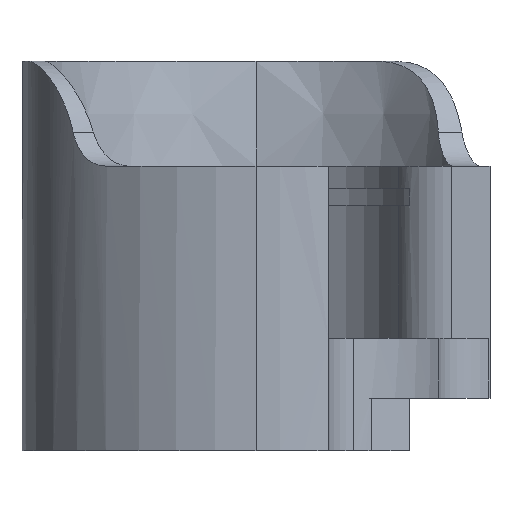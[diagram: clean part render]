
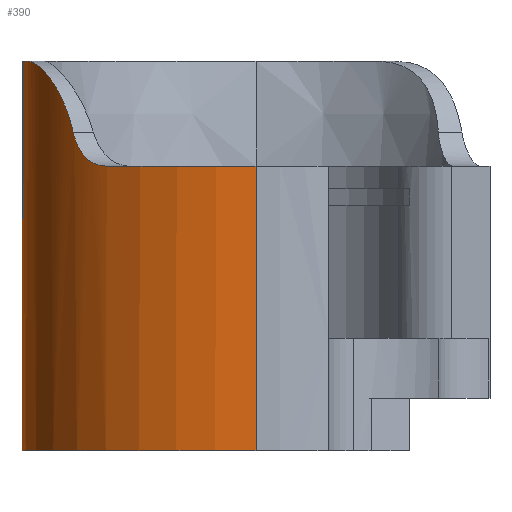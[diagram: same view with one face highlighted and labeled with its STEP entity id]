
A CAD part, left-side view. The second image highlights one B-rep face of the part: STEP entity #390.
In plain terms, the highlighted cylindrical face has radius 15.875 mm (diameter 31.75 mm), a partial arc.
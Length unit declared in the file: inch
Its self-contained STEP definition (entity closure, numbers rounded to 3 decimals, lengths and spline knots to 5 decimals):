
#38 = CYLINDRICAL_SURFACE ( 'NONE', #249, 0.625 ) ;
#46 = DIRECTION ( 'NONE',  ( 0., 0., 1. ) ) ;
#49 = EDGE_CURVE ( 'NONE', #1151, #612, #1049, .T. ) ;
#58 = EDGE_CURVE ( 'NONE', #74, #872, #1167, .T. ) ;
#68 = CARTESIAN_POINT ( 'NONE',  ( -0.29628, 0.55035, -0.04552 ) ) ;
#74 = VERTEX_POINT ( 'NONE', #1387 ) ;
#192 = CARTESIAN_POINT ( 'NONE',  ( -0.27908, 0.55927, -0.0342 ) ) ;
#204 = CARTESIAN_POINT ( 'NONE',  ( -0.38996, 0.48842, -0.18892 ) ) ;
#249 = AXIS2_PLACEMENT_3D ( 'NONE', #635, #483, #654 ) ;
#265 = AXIS2_PLACEMENT_3D ( 'NONE', #886, #46, #339 ) ;
#275 = ORIENTED_EDGE ( 'NONE', *, *, #1185, .F. ) ;
#313 = CARTESIAN_POINT ( 'NONE',  ( -0.34062, 0.52414, -0.08767 ) ) ;
#339 = DIRECTION ( 'NONE',  ( -1., 0., 0. ) ) ;
#374 = FACE_OUTER_BOUND ( 'NONE', #1095, .T. ) ;
#390 = ADVANCED_FACE ( 'NONE', ( #374 ), #38, .T. ) ;
#423 = VERTEX_POINT ( 'NONE', #1113 ) ;
#458 = VECTOR ( 'NONE', #1122, 39.37008 ) ;
#461 = DIRECTION ( 'NONE',  ( 0., 0., 1. ) ) ;
#472 = DIRECTION ( 'NONE',  ( 1., 0., 0. ) ) ;
#483 = DIRECTION ( 'NONE',  ( 0., 0., 1. ) ) ;
#493 = CARTESIAN_POINT ( 'NONE',  ( -0.37129, 0.50308, -0.13445 ) ) ;
#522 = CARTESIAN_POINT ( 'NONE',  ( -0.38234, 0.49451, -0.16057 ) ) ;
#543 = AXIS2_PLACEMENT_3D ( 'NONE', #1149, #1215, #1228 ) ;
#573 = CARTESIAN_POINT ( 'NONE',  ( 0., 0., 0. ) ) ;
#574 = VECTOR ( 'NONE', #1166, 39.37008 ) ;
#604 = CARTESIAN_POINT ( 'NONE',  ( 0.625, 0., 0. ) ) ;
#612 = VERTEX_POINT ( 'NONE', #1153 ) ;
#627 = CARTESIAN_POINT ( 'NONE',  ( -0.38996, 0.48842, -0.18892 ) ) ;
#635 = CARTESIAN_POINT ( 'NONE',  ( 0., 0., 0. ) ) ;
#654 = DIRECTION ( 'NONE',  ( 1., 0., 0. ) ) ;
#706 = AXIS2_PLACEMENT_3D ( 'NONE', #573, #461, #472 ) ;
#731 = CARTESIAN_POINT ( 'NONE',  ( -0.625, 0., -1.04 ) ) ;
#755 = LINE ( 'NONE', #1452, #458 ) ;
#757 = CARTESIAN_POINT ( 'NONE',  ( -0.47231, 0.40957, -0.28 ) ) ;
#771 = CIRCLE ( 'NONE', #706, 0.625 ) ;
#786 = VERTEX_POINT ( 'NONE', #731 ) ;
#794 = ORIENTED_EDGE ( 'NONE', *, *, #58, .F. ) ;
#803 = CARTESIAN_POINT ( 'NONE',  ( -0.38996, 0.48842, -0.18892 ) ) ;
#806 = CIRCLE ( 'NONE', #265, 0.625 ) ;
#818 = CIRCLE ( 'NONE', #543, 0.625 ) ;
#855 = CARTESIAN_POINT ( 'NONE',  ( -0.31249, 0.54141, -0.05808 ) ) ;
#867 = CARTESIAN_POINT ( 'NONE',  ( -0.39393, 0.48524, -0.20202 ) ) ;
#872 = VERTEX_POINT ( 'NONE', #1322 ) ;
#884 = ORIENTED_EDGE ( 'NONE', *, *, #1454, .T. ) ;
#886 = CARTESIAN_POINT ( 'NONE',  ( 0., 0., -0.28 ) ) ;
#920 = CARTESIAN_POINT ( 'NONE',  ( -0.41179, 0.47019, -0.23681 ) ) ;
#927 = CARTESIAN_POINT ( 'NONE',  ( -0.39175, 0.48699, -0.19559 ) ) ;
#955 = ORIENTED_EDGE ( 'NONE', *, *, #49, .T. ) ;
#987 = CARTESIAN_POINT ( 'NONE',  ( -0.40831, 0.4732, -0.23158 ) ) ;
#1000 = CARTESIAN_POINT ( 'NONE',  ( -0.40192, 0.47864, -0.2204 ) ) ;
#1017 = EDGE_CURVE ( 'NONE', #1029, #423, #806, .T. ) ;
#1029 = VERTEX_POINT ( 'NONE', #1456 ) ;
#1049 = B_SPLINE_CURVE_WITH_KNOTS ( 'NONE', 3,
 ( #204, #522, #493, #1426, #313, #1412, #855, #68, #1111, #192, #1190, #1193, #1199, #1206, #1217, #1225, #1230, #1274 ),
 .UNSPECIFIED., .F., .F.,
 ( 4, 2, 2, 2, 2, 2, 2, 2, 4 ),
 ( 0.00235, 0.0046, 0.00573, 0.00685, 0.00742, 0.00798, 0.00911, 0.01023, 0.01136 ),
 .UNSPECIFIED. ) ;
#1056 = CARTESIAN_POINT ( 'NONE',  ( -0.44477, 0.43914, -0.26893 ) ) ;
#1080 = CARTESIAN_POINT ( 'NONE',  ( -0.41924, 0.46356, -0.24654 ) ) ;
#1095 = EDGE_LOOP ( 'NONE', ( #1161, #884, #1293, #1410, #955, #275, #794 ) ) ;
#1102 = CARTESIAN_POINT ( 'NONE',  ( -0.399, 0.48108, -0.21441 ) ) ;
#1111 = CARTESIAN_POINT ( 'NONE',  ( -0.29063, 0.55335, -0.04155 ) ) ;
#1113 = CARTESIAN_POINT ( 'NONE',  ( -0.625, 0., -0.28 ) ) ;
#1122 = DIRECTION ( 'NONE',  ( 0., 0., 1. ) ) ;
#1146 = B_SPLINE_CURVE_WITH_KNOTS ( 'NONE', 3,
 ( #1440, #757, #1367, #1307, #1056, #1247, #1212, #1152, #1080, #920, #987, #1000, #1102, #867, #927, #803 ),
 .UNSPECIFIED., .F., .F.,
 ( 4, 2, 2, 2, 2, 2, 2, 4 ),
 ( 0., 0.00106, 0.00159, 0.00212, 0.00265, 0.00318, 0.00371, 0.00424 ),
 .UNSPECIFIED. ) ;
#1149 = CARTESIAN_POINT ( 'NONE',  ( 0., 0., -1.04 ) ) ;
#1151 = VERTEX_POINT ( 'NONE', #627 ) ;
#1152 = CARTESIAN_POINT ( 'NONE',  ( -0.42327, 0.45989, -0.25108 ) ) ;
#1153 = CARTESIAN_POINT ( 'NONE',  ( -0.14468, 0.60802, 0. ) ) ;
#1161 = ORIENTED_EDGE ( 'NONE', *, *, #1395, .T. ) ;
#1166 = DIRECTION ( 'NONE',  ( 0., 0., 1. ) ) ;
#1167 = LINE ( 'NONE', #604, #574 ) ;
#1180 = EDGE_CURVE ( 'NONE', #1029, #1151, #1146, .T. ) ;
#1185 = EDGE_CURVE ( 'NONE', #872, #612, #771, .T. ) ;
#1190 = CARTESIAN_POINT ( 'NONE',  ( -0.27316, 0.56219, -0.03081 ) ) ;
#1193 = CARTESIAN_POINT ( 'NONE',  ( -0.25496, 0.57079, -0.02144 ) ) ;
#1199 = CARTESIAN_POINT ( 'NONE',  ( -0.24224, 0.57633, -0.01627 ) ) ;
#1206 = CARTESIAN_POINT ( 'NONE',  ( -0.21559, 0.58681, -0.008 ) ) ;
#1212 = CARTESIAN_POINT ( 'NONE',  ( -0.43162, 0.45207, -0.25918 ) ) ;
#1215 = DIRECTION ( 'NONE',  ( 0., 0., 1. ) ) ;
#1217 = CARTESIAN_POINT ( 'NONE',  ( -0.20169, 0.59175, -0.00494 ) ) ;
#1225 = CARTESIAN_POINT ( 'NONE',  ( -0.17359, 0.60059, -0.00096 ) ) ;
#1228 = DIRECTION ( 'NONE',  ( 1., 0., 0. ) ) ;
#1230 = CARTESIAN_POINT ( 'NONE',  ( -0.15927, 0.60455, 0. ) ) ;
#1247 = CARTESIAN_POINT ( 'NONE',  ( -0.43593, 0.44792, -0.26274 ) ) ;
#1274 = CARTESIAN_POINT ( 'NONE',  ( -0.14468, 0.60802, 0. ) ) ;
#1293 = ORIENTED_EDGE ( 'NONE', *, *, #1017, .F. ) ;
#1307 = CARTESIAN_POINT ( 'NONE',  ( -0.44934, 0.43446, -0.27157 ) ) ;
#1322 = CARTESIAN_POINT ( 'NONE',  ( 0.625, 0., 0. ) ) ;
#1367 = CARTESIAN_POINT ( 'NONE',  ( -0.46317, 0.41985, -0.27791 ) ) ;
#1387 = CARTESIAN_POINT ( 'NONE',  ( 0.625, 0., -1.04 ) ) ;
#1395 = EDGE_CURVE ( 'NONE', #74, #786, #818, .T. ) ;
#1410 = ORIENTED_EDGE ( 'NONE', *, *, #1180, .T. ) ;
#1412 = CARTESIAN_POINT ( 'NONE',  ( -0.32241, 0.53553, -0.06735 ) ) ;
#1426 = CARTESIAN_POINT ( 'NONE',  ( -0.34897, 0.51859, -0.0988 ) ) ;
#1440 = CARTESIAN_POINT ( 'NONE',  ( -0.48131, 0.3987, -0.28 ) ) ;
#1452 = CARTESIAN_POINT ( 'NONE',  ( -0.625, 0., 0. ) ) ;
#1454 = EDGE_CURVE ( 'NONE', #786, #423, #755, .T. ) ;
#1456 = CARTESIAN_POINT ( 'NONE',  ( -0.48131, 0.3987, -0.28 ) ) ;
